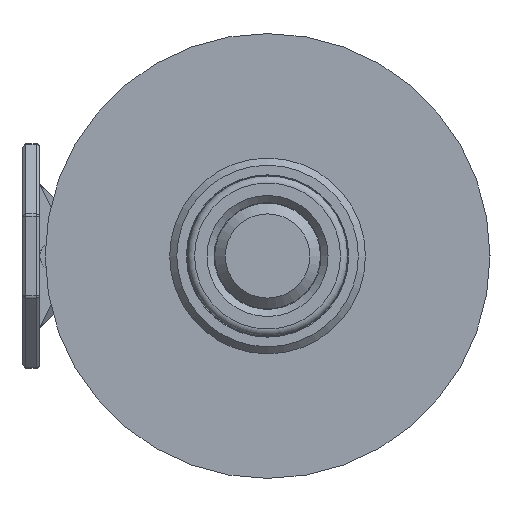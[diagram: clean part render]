
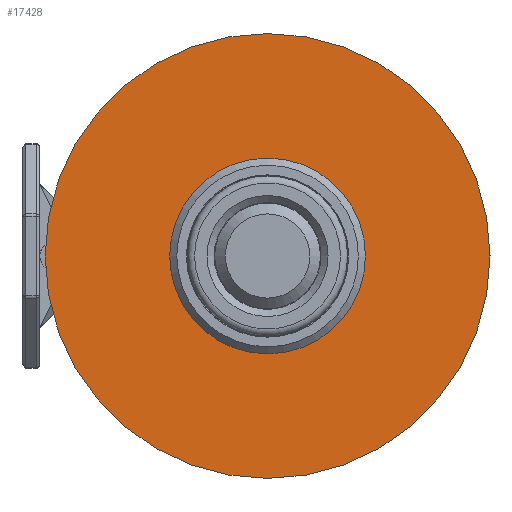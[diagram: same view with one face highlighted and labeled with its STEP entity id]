
A CAD part, left-side view. The second image highlights one B-rep face of the part: STEP entity #17428.
In plain terms, the highlighted face is planar.
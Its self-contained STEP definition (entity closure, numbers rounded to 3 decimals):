
#1296=FACE_BOUND('',#3412,.T.);
#1448=CIRCLE('',#18648,62.498);
#1449=CIRCLE('',#18649,62.498);
#2419=FACE_OUTER_BOUND('',#3411,.T.);
#3411=EDGE_LOOP('',(#11555,#11556));
#3412=EDGE_LOOP('',(#11557,#11558,#11559,#11560));
#4457=LINE('',#25752,#5582);
#4459=LINE('',#25756,#5584);
#4461=LINE('',#25760,#5586);
#4463=LINE('',#25763,#5588);
#5582=VECTOR('',#20785,10.);
#5584=VECTOR('',#20789,10.);
#5586=VECTOR('',#20793,10.);
#5588=VECTOR('',#20797,10.);
#6749=VERTEX_POINT('',#25749);
#6750=VERTEX_POINT('',#25751);
#6751=VERTEX_POINT('',#25755);
#6752=VERTEX_POINT('',#25759);
#6753=VERTEX_POINT('',#25765);
#6754=VERTEX_POINT('',#25766);
#8630=EDGE_CURVE('',#6750,#6749,#4457,.T.);
#8632=EDGE_CURVE('',#6751,#6750,#4459,.T.);
#8634=EDGE_CURVE('',#6752,#6751,#4461,.T.);
#8636=EDGE_CURVE('',#6749,#6752,#4463,.T.);
#8637=EDGE_CURVE('',#6753,#6754,#1448,.T.);
#8638=EDGE_CURVE('',#6754,#6753,#1449,.T.);
#11555=ORIENTED_EDGE('',*,*,#8637,.F.);
#11556=ORIENTED_EDGE('',*,*,#8638,.F.);
#11557=ORIENTED_EDGE('',*,*,#8634,.T.);
#11558=ORIENTED_EDGE('',*,*,#8632,.T.);
#11559=ORIENTED_EDGE('',*,*,#8630,.T.);
#11560=ORIENTED_EDGE('',*,*,#8636,.T.);
#16890=PLANE('',#18647);
#17428=ADVANCED_FACE('',(#2419,#1296),#16890,.T.);
#18647=AXIS2_PLACEMENT_3D('',#25764,#20798,#20799);
#18648=AXIS2_PLACEMENT_3D('',#25767,#20800,#20801);
#18649=AXIS2_PLACEMENT_3D('',#25768,#20802,#20803);
#20785=DIRECTION('',(0.,-1.,0.));
#20789=DIRECTION('',(1.,0.,0.));
#20793=DIRECTION('',(0.,1.,0.));
#20797=DIRECTION('',(-1.,0.,0.));
#20798=DIRECTION('center_axis',(0.,0.,1.));
#20799=DIRECTION('ref_axis',(1.,0.,0.));
#20800=DIRECTION('center_axis',(0.,0.,-1.));
#20801=DIRECTION('ref_axis',(0.,1.,0.));
#20802=DIRECTION('center_axis',(0.,0.,-1.));
#20803=DIRECTION('ref_axis',(0.,1.,0.));
#25749=CARTESIAN_POINT('',(10.2,-10.2,23.));
#25751=CARTESIAN_POINT('',(10.2,10.2,23.));
#25752=CARTESIAN_POINT('',(10.2,36.349,23.));
#25755=CARTESIAN_POINT('',(-10.2,10.2,23.));
#25756=CARTESIAN_POINT('',(-5.1,10.2,23.));
#25759=CARTESIAN_POINT('',(-10.2,-10.2,23.));
#25760=CARTESIAN_POINT('',(-10.2,26.149,23.));
#25763=CARTESIAN_POINT('',(5.1,-10.2,23.));
#25764=CARTESIAN_POINT('Origin',(0.,62.498,23.));
#25765=CARTESIAN_POINT('',(0.,62.498,23.));
#25766=CARTESIAN_POINT('',(0.,-62.498,23.));
#25767=CARTESIAN_POINT('Origin',(0.,0.,23.));
#25768=CARTESIAN_POINT('Origin',(0.,0.,23.));
